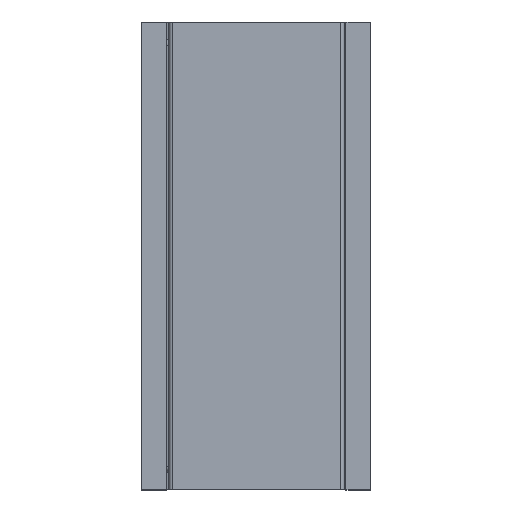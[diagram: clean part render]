
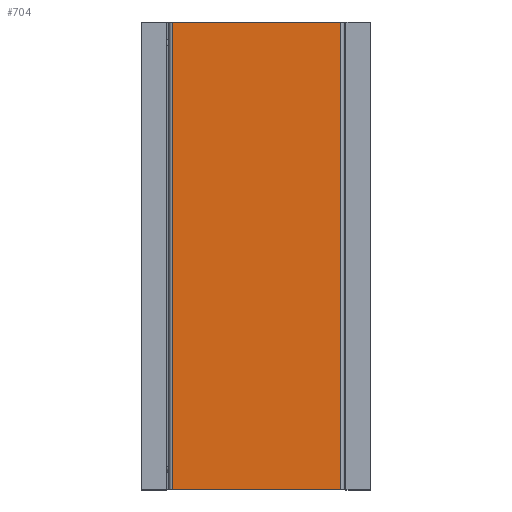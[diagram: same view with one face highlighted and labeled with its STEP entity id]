
A CAD part, top view. The second image highlights one B-rep face of the part: STEP entity #704.
In plain terms, the highlighted planar face has unit normal (0, 0, 1).
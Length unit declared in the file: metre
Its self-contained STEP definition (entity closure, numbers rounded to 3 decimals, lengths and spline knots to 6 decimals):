
#120=ORIENTED_EDGE('',*,*,#301,.T.);
#121=ORIENTED_EDGE('',*,*,#306,.F.);
#122=ORIENTED_EDGE('',*,*,#297,.F.);
#123=ORIENTED_EDGE('',*,*,#307,.T.);
#297=EDGE_CURVE('',#388,#390,#451,.T.);
#301=EDGE_CURVE('',#394,#392,#455,.T.);
#306=EDGE_CURVE('',#390,#392,#460,.T.);
#307=EDGE_CURVE('',#388,#394,#461,.F.);
#388=VERTEX_POINT('',#1123);
#390=VERTEX_POINT('',#1126);
#392=VERTEX_POINT('',#1132);
#394=VERTEX_POINT('',#1135);
#451=LINE('',#1125,#519);
#455=LINE('',#1134,#523);
#460=LINE('',#1143,#528);
#461=LINE('',#1144,#529);
#519=VECTOR('',#886,1.);
#523=VECTOR('',#892,1.);
#528=VECTOR('',#901,1.);
#529=VECTOR('',#902,1.);
#573=EDGE_LOOP('',(#120,#121,#122,#123));
#623=FACE_BOUND('',#573,.T.);
#672=PLANE('',#767);
#704=ADVANCED_FACE('',(#623),#672,.F.);
#767=AXIS2_PLACEMENT_3D('',#1142,#899,#900);
#886=DIRECTION('',(1.,0.,0.));
#892=DIRECTION('',(1.,0.,0.));
#899=DIRECTION('',(0.,0.,-1.));
#900=DIRECTION('',(-1.,0.,0.));
#901=DIRECTION('',(0.,-1.,0.));
#902=DIRECTION('',(0.,1.,0.));
#1123=CARTESIAN_POINT('',(0.0265,0.,0.0735));
#1125=CARTESIAN_POINT('',(0.098333,0.,0.0735));
#1126=CARTESIAN_POINT('',(0.1705,0.,0.0735));
#1132=CARTESIAN_POINT('',(0.1705,-0.4,0.0735));
#1134=CARTESIAN_POINT('',(0.098333,-0.4,0.0735));
#1135=CARTESIAN_POINT('',(0.0265,-0.4,0.0735));
#1142=CARTESIAN_POINT('',(0.098333,0.,0.0735));
#1143=CARTESIAN_POINT('',(0.1705,0.,0.0735));
#1144=CARTESIAN_POINT('',(0.0265,0.,0.0735));
